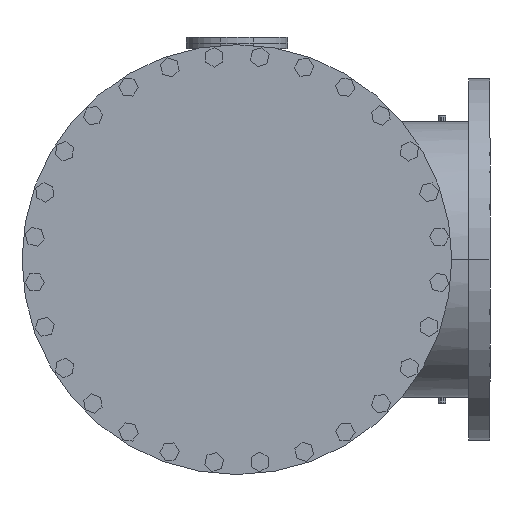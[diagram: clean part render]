
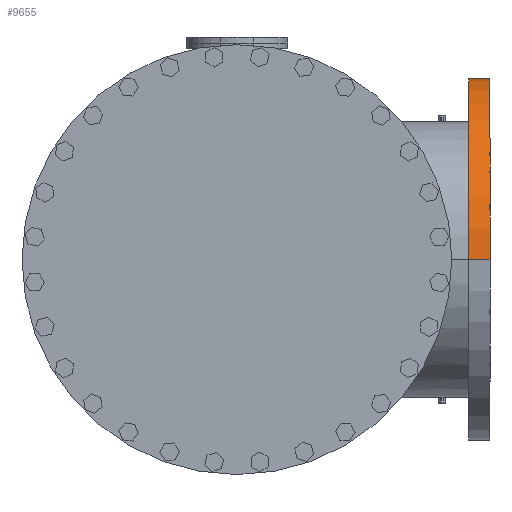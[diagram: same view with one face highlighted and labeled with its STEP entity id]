
A CAD part, left-side view. The second image highlights one B-rep face of the part: STEP entity #9655.
In plain terms, the highlighted cylindrical face has radius 406.4 mm (diameter 812.8 mm), a partial arc.
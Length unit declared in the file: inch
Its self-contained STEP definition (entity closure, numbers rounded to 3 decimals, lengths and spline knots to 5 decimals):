
#868 = ORIENTED_EDGE ( 'NONE', *, *, #10409, .T. ) ;
#982 = CARTESIAN_POINT ( 'NONE',  ( 24.53355, -20.49, 0. ) ) ;
#1199 = ORIENTED_EDGE ( 'NONE', *, *, #5363, .T. ) ;
#1860 = ORIENTED_EDGE ( 'NONE', *, *, #7305, .F. ) ;
#2520 = CARTESIAN_POINT ( 'NONE',  ( 8.53355, 0., 0. ) ) ;
#2964 = DIRECTION ( 'NONE',  ( 0., 1., 0. ) ) ;
#5000 = VECTOR ( 'NONE', #2964, 39.37008 ) ;
#5041 = VERTEX_POINT ( 'NONE', #7456 ) ;
#5363 = EDGE_CURVE ( 'NONE', #8187, #5041, #12316, .T. ) ;
#5581 = AXIS2_PLACEMENT_3D ( 'NONE', #35216, #35579, #26945 ) ;
#7020 = VERTEX_POINT ( 'NONE', #15091 ) ;
#7305 = EDGE_CURVE ( 'NONE', #17534, #7020, #18211, .T. ) ;
#7456 = CARTESIAN_POINT ( 'NONE',  ( 40.53355, -20.49, 0. ) ) ;
#8187 = VERTEX_POINT ( 'NONE', #25160 ) ;
#9655 = ADVANCED_FACE ( 'NONE', ( #17518 ), #16646, .T. ) ;
#10409 = EDGE_CURVE ( 'NONE', #17534, #8187, #34591, .T. ) ;
#12031 = EDGE_LOOP ( 'NONE', ( #868, #1199, #18730, #1860 ) ) ;
#12316 = LINE ( 'NONE', #13933, #5000 ) ;
#13933 = CARTESIAN_POINT ( 'NONE',  ( 40.53355, 0., 0. ) ) ;
#14475 = DIRECTION ( 'NONE',  ( 0., 1., 0. ) ) ;
#14880 = DIRECTION ( 'NONE',  ( -1., 0., 0. ) ) ;
#15091 = CARTESIAN_POINT ( 'NONE',  ( 8.53355, -20.49, 0. ) ) ;
#16646 = CYLINDRICAL_SURFACE ( 'NONE', #5581, 16. ) ;
#17367 = DIRECTION ( 'NONE',  ( -1., 0., 0. ) ) ;
#17518 = FACE_OUTER_BOUND ( 'NONE', #12031, .T. ) ;
#17534 = VERTEX_POINT ( 'NONE', #22101 ) ;
#18211 = LINE ( 'NONE', #2520, #23791 ) ;
#18730 = ORIENTED_EDGE ( 'NONE', *, *, #27618, .F. ) ;
#19450 = CARTESIAN_POINT ( 'NONE',  ( 24.53355, -22.37, 0. ) ) ;
#22101 = CARTESIAN_POINT ( 'NONE',  ( 8.53355, -22.37, 0. ) ) ;
#22648 = AXIS2_PLACEMENT_3D ( 'NONE', #19450, #25478, #14880 ) ;
#23791 = VECTOR ( 'NONE', #29963, 39.37008 ) ;
#25160 = CARTESIAN_POINT ( 'NONE',  ( 40.53355, -22.37, 0. ) ) ;
#25478 = DIRECTION ( 'NONE',  ( 0., 1., 0. ) ) ;
#26945 = DIRECTION ( 'NONE',  ( -1., 0., 0. ) ) ;
#27618 = EDGE_CURVE ( 'NONE', #7020, #5041, #31192, .T. ) ;
#29963 = DIRECTION ( 'NONE',  ( 0., 1., 0. ) ) ;
#31192 = CIRCLE ( 'NONE', #34515, 16. ) ;
#34515 = AXIS2_PLACEMENT_3D ( 'NONE', #982, #14475, #17367 ) ;
#34591 = CIRCLE ( 'NONE', #22648, 16. ) ;
#35216 = CARTESIAN_POINT ( 'NONE',  ( 24.53355, 0., 0. ) ) ;
#35579 = DIRECTION ( 'NONE',  ( 0., 1., 0. ) ) ;
